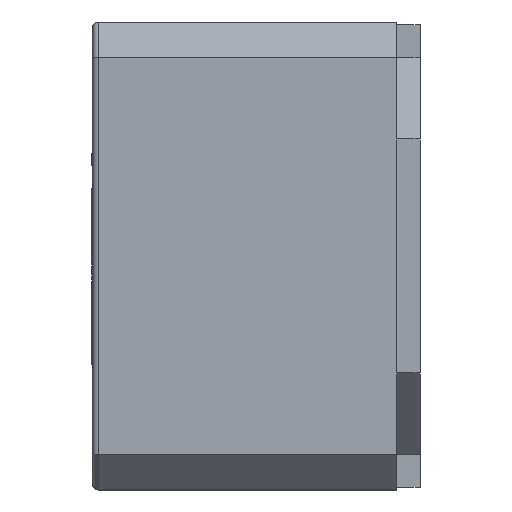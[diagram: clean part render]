
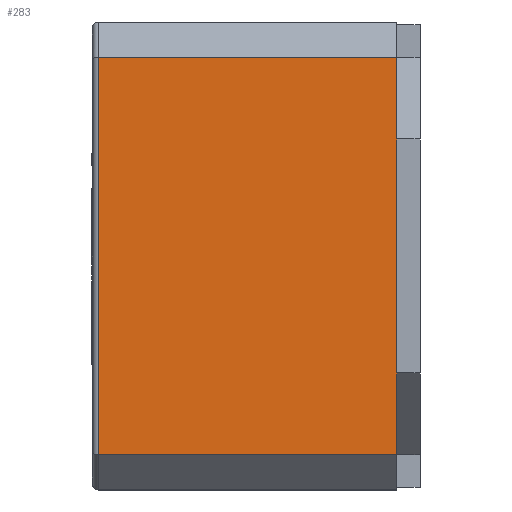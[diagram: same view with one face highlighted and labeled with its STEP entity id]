
A CAD part, left-side view. The second image highlights one B-rep face of the part: STEP entity #283.
In plain terms, the highlighted planar face has unit normal (-1, 0, 0).
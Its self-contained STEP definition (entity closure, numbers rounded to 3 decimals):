
#136 = CARTESIAN_POINT ( 'NONE',  ( -2., 0.2, -1. ) ) ;
#149 = VERTEX_POINT ( 'NONE', #2810 ) ;
#223 = DIRECTION ( 'NONE',  ( 1., 0., 0. ) ) ;
#279 = VERTEX_POINT ( 'NONE', #2352 ) ;
#283 = ADVANCED_FACE ( 'NONE', ( #1685 ), #3123, .F. ) ;
#293 = EDGE_CURVE ( 'NONE', #2521, #279, #1514, .T. ) ;
#294 = DIRECTION ( 'NONE',  ( 0., -1., 0. ) ) ;
#299 = AXIS2_PLACEMENT_3D ( 'NONE', #3423, #223, #4195 ) ;
#511 = VECTOR ( 'NONE', #1655, 1000. ) ;
#554 = DIRECTION ( 'NONE',  ( 0., 0., 1. ) ) ;
#799 = LINE ( 'NONE', #3742, #4403 ) ;
#1078 = EDGE_CURVE ( 'NONE', #2822, #3668, #1253, .T. ) ;
#1253 = LINE ( 'NONE', #4617, #2725 ) ;
#1425 = DIRECTION ( 'NONE',  ( 0., 1., 0. ) ) ;
#1514 = LINE ( 'NONE', #3465, #4227 ) ;
#1527 = EDGE_CURVE ( 'NONE', #279, #3811, #4225, .T. ) ;
#1651 = ORIENTED_EDGE ( 'NONE', *, *, #4521, .T. ) ;
#1655 = DIRECTION ( 'NONE',  ( 0., 0., 1. ) ) ;
#1685 = FACE_OUTER_BOUND ( 'NONE', #2737, .T. ) ;
#1773 = CARTESIAN_POINT ( 'NONE',  ( -2., 2.75, -1.7 ) ) ;
#2026 = DIRECTION ( 'NONE',  ( 0., 0., -1. ) ) ;
#2067 = CARTESIAN_POINT ( 'NONE',  ( -2., 2.75, -1.7 ) ) ;
#2352 = CARTESIAN_POINT ( 'NONE',  ( -2., 0.2, 1. ) ) ;
#2427 = VECTOR ( 'NONE', #2026, 1000. ) ;
#2521 = VERTEX_POINT ( 'NONE', #136 ) ;
#2545 = ORIENTED_EDGE ( 'NONE', *, *, #3618, .T. ) ;
#2567 = ORIENTED_EDGE ( 'NONE', *, *, #1527, .T. ) ;
#2725 = VECTOR ( 'NONE', #294, 1000. ) ;
#2737 = EDGE_LOOP ( 'NONE', ( #1651, #3047, #3253, #2545, #4512, #2567 ) ) ;
#2810 = CARTESIAN_POINT ( 'NONE',  ( -2., 2.75, 1.7 ) ) ;
#2818 = LINE ( 'NONE', #2067, #2427 ) ;
#2822 = VERTEX_POINT ( 'NONE', #1773 ) ;
#3047 = ORIENTED_EDGE ( 'NONE', *, *, #4652, .T. ) ;
#3105 = DIRECTION ( 'NONE',  ( 0., 0., 1. ) ) ;
#3123 = PLANE ( 'NONE',  #299 ) ;
#3253 = ORIENTED_EDGE ( 'NONE', *, *, #1078, .T. ) ;
#3423 = CARTESIAN_POINT ( 'NONE',  ( -2., 2.8, 2. ) ) ;
#3465 = CARTESIAN_POINT ( 'NONE',  ( -2., 0.2, 2. ) ) ;
#3618 = EDGE_CURVE ( 'NONE', #3668, #2521, #799, .T. ) ;
#3668 = VERTEX_POINT ( 'NONE', #3871 ) ;
#3742 = CARTESIAN_POINT ( 'NONE',  ( -2., 0.2, 2. ) ) ;
#3811 = VERTEX_POINT ( 'NONE', #4221 ) ;
#3871 = CARTESIAN_POINT ( 'NONE',  ( -2., 0.2, -1.7 ) ) ;
#4194 = CARTESIAN_POINT ( 'NONE',  ( -2., 0.2, 2. ) ) ;
#4195 = DIRECTION ( 'NONE',  ( 0., 0., -1. ) ) ;
#4221 = CARTESIAN_POINT ( 'NONE',  ( -2., 0.2, 1.7 ) ) ;
#4225 = LINE ( 'NONE', #4194, #511 ) ;
#4227 = VECTOR ( 'NONE', #3105, 1000. ) ;
#4278 = VECTOR ( 'NONE', #1425, 1000. ) ;
#4359 = CARTESIAN_POINT ( 'NONE',  ( -2., 2.8, 1.7 ) ) ;
#4403 = VECTOR ( 'NONE', #554, 1000. ) ;
#4512 = ORIENTED_EDGE ( 'NONE', *, *, #293, .T. ) ;
#4521 = EDGE_CURVE ( 'NONE', #3811, #149, #4556, .T. ) ;
#4556 = LINE ( 'NONE', #4359, #4278 ) ;
#4617 = CARTESIAN_POINT ( 'NONE',  ( -2., 2.8, -1.7 ) ) ;
#4652 = EDGE_CURVE ( 'NONE', #149, #2822, #2818, .T. ) ;
